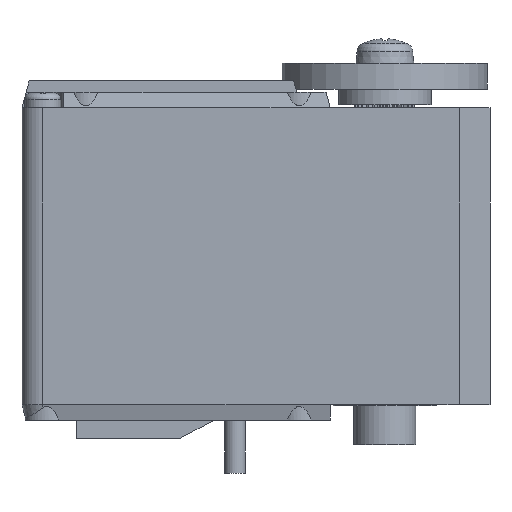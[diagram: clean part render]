
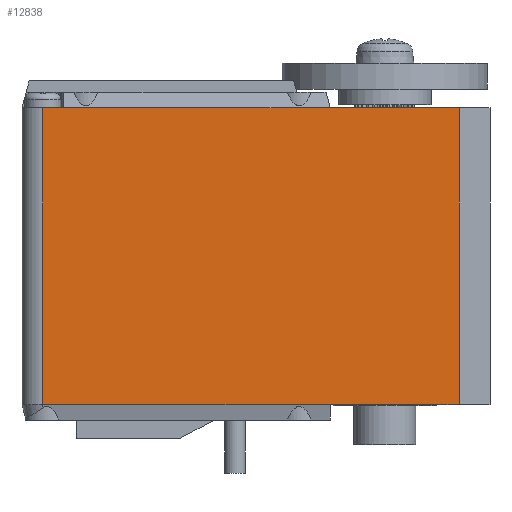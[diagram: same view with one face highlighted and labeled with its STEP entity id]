
A CAD part, front view. The second image highlights one B-rep face of the part: STEP entity #12838.
In plain terms, the highlighted planar face has unit normal (0, -1, 0).
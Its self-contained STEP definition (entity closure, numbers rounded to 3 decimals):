
#631=LINE('',#36275,#1833);
#768=LINE('',#36749,#1970);
#772=LINE('',#36758,#1974);
#774=LINE('',#36770,#1976);
#784=LINE('',#36803,#1986);
#786=LINE('',#36810,#1988);
#787=LINE('',#36812,#1989);
#1833=VECTOR('',#15077,1000.);
#1970=VECTOR('',#15426,1000.);
#1974=VECTOR('',#15436,1000.);
#1976=VECTOR('',#15448,1000.);
#1986=VECTOR('',#15482,1000.);
#1988=VECTOR('',#15490,1000.);
#1989=VECTOR('',#15493,1000.);
#3283=FACE_OUTER_BOUND('',#4000,.T.);
#4000=EDGE_LOOP('',(#9201,#9202,#9203,#9204,#9205,#9206,#9207));
#5256=VERTEX_POINT('',#36272);
#5257=VERTEX_POINT('',#36274);
#5416=VERTEX_POINT('',#36739);
#5418=VERTEX_POINT('',#36747);
#5420=VERTEX_POINT('',#36757);
#5425=VERTEX_POINT('',#36768);
#5438=VERTEX_POINT('',#36808);
#6659=EDGE_CURVE('',#5257,#5256,#631,.T.);
#6863=EDGE_CURVE('',#5416,#5418,#768,.T.);
#6868=EDGE_CURVE('',#5416,#5420,#772,.T.);
#6874=EDGE_CURVE('',#5425,#5418,#774,.T.);
#6891=EDGE_CURVE('',#5256,#5420,#784,.T.);
#6894=EDGE_CURVE('',#5425,#5438,#786,.T.);
#6895=EDGE_CURVE('',#5438,#5257,#787,.T.);
#9201=ORIENTED_EDGE('',*,*,#6894,.T.);
#9202=ORIENTED_EDGE('',*,*,#6895,.T.);
#9203=ORIENTED_EDGE('',*,*,#6659,.T.);
#9204=ORIENTED_EDGE('',*,*,#6891,.T.);
#9205=ORIENTED_EDGE('',*,*,#6868,.F.);
#9206=ORIENTED_EDGE('',*,*,#6863,.T.);
#9207=ORIENTED_EDGE('',*,*,#6874,.F.);
#12327=PLANE('',#13678);
#12838=ADVANCED_FACE('',(#3283),#12327,.F.);
#13678=AXIS2_PLACEMENT_3D('',#36811,#15491,#15492);
#15077=DIRECTION('',(1.,0.,0.));
#15426=DIRECTION('',(-1.,0.,0.));
#15436=DIRECTION('',(1.,0.,0.));
#15448=DIRECTION('',(1.,0.,0.));
#15482=DIRECTION('',(0.,0.,1.));
#15490=DIRECTION('',(0.,0.,-1.));
#15491=DIRECTION('center_axis',(0.,1.,0.));
#15492=DIRECTION('ref_axis',(-1.,0.,0.));
#15493=DIRECTION('',(1.,0.,0.));
#36272=CARTESIAN_POINT('',(19.7,-12.4,-14.4));
#36274=CARTESIAN_POINT('',(7.2,-12.4,-14.4));
#36275=CARTESIAN_POINT('',(7.2,-12.4,-14.4));
#36739=CARTESIAN_POINT('',(7.2,-12.4,14.4));
#36747=CARTESIAN_POINT('',(-18.7,-12.4,14.4));
#36749=CARTESIAN_POINT('',(-22.7,-12.4,14.4));
#36757=CARTESIAN_POINT('',(19.7,-12.4,14.4));
#36758=CARTESIAN_POINT('',(-22.7,-12.4,14.4));
#36768=CARTESIAN_POINT('',(-20.7,-12.4,14.4));
#36770=CARTESIAN_POINT('',(-22.7,-12.4,14.4));
#36803=CARTESIAN_POINT('',(19.7,-12.4,17.));
#36808=CARTESIAN_POINT('',(-20.7,-12.4,-14.4));
#36810=CARTESIAN_POINT('',(-20.7,-12.4,17.));
#36811=CARTESIAN_POINT('Origin',(-22.7,-12.4,17.));
#36812=CARTESIAN_POINT('',(7.2,-12.4,-14.4));
